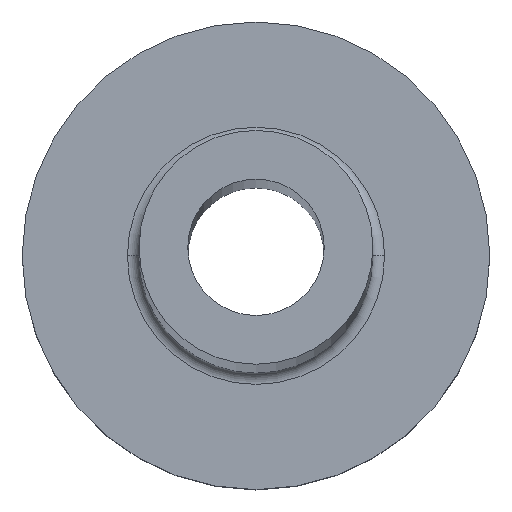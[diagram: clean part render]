
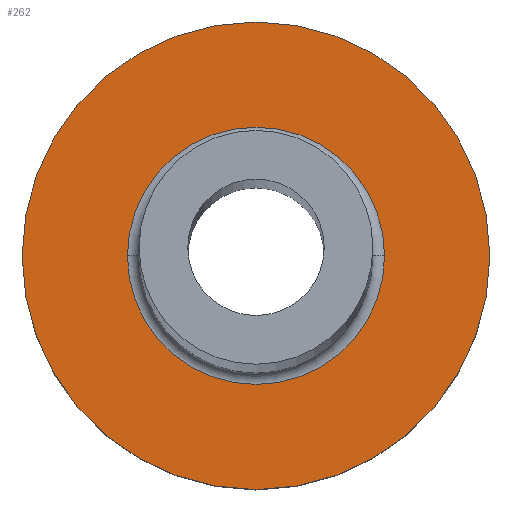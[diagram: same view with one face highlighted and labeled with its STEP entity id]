
A CAD part, top view. The second image highlights one B-rep face of the part: STEP entity #262.
In plain terms, the highlighted planar face has unit normal (0, 0, 1).
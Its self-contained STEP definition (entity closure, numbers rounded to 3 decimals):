
#6 = VERTEX_POINT ( 'NONE', #102 ) ;
#10 = AXIS2_PLACEMENT_3D ( 'NONE', #153, #91, #291 ) ;
#13 = EDGE_CURVE ( 'NONE', #265, #329, #49, .T. ) ;
#24 = CARTESIAN_POINT ( 'NONE',  ( 0., 0., 5. ) ) ;
#49 = CIRCLE ( 'NONE', #342, 3.3 ) ;
#52 = EDGE_CURVE ( 'NONE', #6, #216, #235, .T. ) ;
#67 = EDGE_LOOP ( 'NONE', ( #207, #75 ) ) ;
#72 = CARTESIAN_POINT ( 'NONE',  ( 0., 0., 5. ) ) ;
#75 = ORIENTED_EDGE ( 'NONE', *, *, #13, .T. ) ;
#85 = CIRCLE ( 'NONE', #152, 6. ) ;
#91 = DIRECTION ( 'NONE',  ( 0., 0., 1. ) ) ;
#102 = CARTESIAN_POINT ( 'NONE',  ( 6., 0., 5. ) ) ;
#108 = PLANE ( 'NONE',  #327 ) ;
#110 = CARTESIAN_POINT ( 'NONE',  ( 0., 0., 5. ) ) ;
#114 = EDGE_LOOP ( 'NONE', ( #330, #326 ) ) ;
#141 = FACE_OUTER_BOUND ( 'NONE', #114, .T. ) ;
#152 = AXIS2_PLACEMENT_3D ( 'NONE', #24, #346, #350 ) ;
#153 = CARTESIAN_POINT ( 'NONE',  ( 0., 0., 5. ) ) ;
#155 = EDGE_CURVE ( 'NONE', #329, #265, #189, .T. ) ;
#171 = DIRECTION ( 'NONE',  ( 0., 0., 1. ) ) ;
#189 = CIRCLE ( 'NONE', #248, 3.3 ) ;
#207 = ORIENTED_EDGE ( 'NONE', *, *, #155, .T. ) ;
#210 = DIRECTION ( 'NONE',  ( 0., 0., -1. ) ) ;
#216 = VERTEX_POINT ( 'NONE', #334 ) ;
#233 = CARTESIAN_POINT ( 'NONE',  ( -3.3, 0., 5. ) ) ;
#235 = CIRCLE ( 'NONE', #10, 6. ) ;
#245 = DIRECTION ( 'NONE',  ( 0., 0., -1. ) ) ;
#248 = AXIS2_PLACEMENT_3D ( 'NONE', #364, #245, #310 ) ;
#262 = ADVANCED_FACE ( 'NONE', ( #349, #141 ), #108, .T. ) ;
#265 = VERTEX_POINT ( 'NONE', #233 ) ;
#291 = DIRECTION ( 'NONE',  ( 1., 0., 0. ) ) ;
#292 = EDGE_CURVE ( 'NONE', #216, #6, #85, .T. ) ;
#305 = DIRECTION ( 'NONE',  ( 1., 0., 0. ) ) ;
#310 = DIRECTION ( 'NONE',  ( 1., 0., 0. ) ) ;
#326 = ORIENTED_EDGE ( 'NONE', *, *, #52, .T. ) ;
#327 = AXIS2_PLACEMENT_3D ( 'NONE', #110, #171, #345 ) ;
#329 = VERTEX_POINT ( 'NONE', #377 ) ;
#330 = ORIENTED_EDGE ( 'NONE', *, *, #292, .T. ) ;
#334 = CARTESIAN_POINT ( 'NONE',  ( -6., 0., 5. ) ) ;
#342 = AXIS2_PLACEMENT_3D ( 'NONE', #72, #210, #305 ) ;
#345 = DIRECTION ( 'NONE',  ( 1., 0., 0. ) ) ;
#346 = DIRECTION ( 'NONE',  ( 0., 0., 1. ) ) ;
#349 = FACE_BOUND ( 'NONE', #67, .T. ) ;
#350 = DIRECTION ( 'NONE',  ( 1., 0., 0. ) ) ;
#364 = CARTESIAN_POINT ( 'NONE',  ( 0., 0., 5. ) ) ;
#377 = CARTESIAN_POINT ( 'NONE',  ( 3.3, 0., 5. ) ) ;
